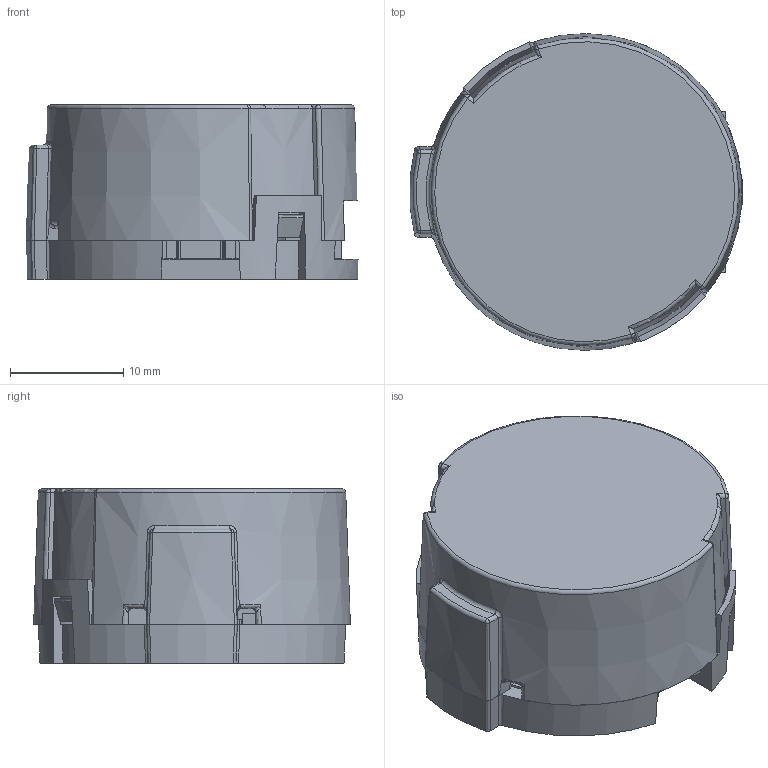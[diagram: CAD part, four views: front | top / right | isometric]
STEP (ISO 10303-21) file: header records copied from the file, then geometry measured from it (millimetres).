
FILE_DESCRIPTION(/* description */ ('Alibre Inc.'),/* implementation_level */ '2;1');
FILE_NAME(/* name */ 'export0',/* time_stamp */ '2018-02-15T11:34:48-07:00',/* author */ (''),/* organization */ (''),/* preprocessor_version */ 'ST-DEVELOPER v14',/* originating_system */ 'Alibre',/* authorisation */ '');
FILE_SCHEMA (('CONFIG_CONTROL_DESIGN'));
Length unit declared in the file: centimetre
Products named in the file (39): ID_1; ID_2; ID_3; ID_4; ID_5; ID_6; ID_7; ID_8; ID_9; ID_10; ID_11; ID_12; ID_13; ID_14
Bounding box: 29.35 x 28 x 15.4 mm (x, y, z)
Volume: 4680.9 mm3; surface area: 7449.6 mm2
Topology: 30 solids, 30 shells, 624 faces, 1661 edges, 1085 vertices
Faces by surface type: plane 479, cylinder 61, bspline 36, cone 26, torus 13, sphere 9
Full cylindrical faces by diameter (mm): 0.5 x3, 0.75 x2, 0.889 x3, 1.016 x2, 1.321 x2, 1.778 x4, 8.382 x1
Entity records: 27346 total; most frequent: CARTESIAN_POINT 10434, ORIENTED_EDGE 2910, DIRECTION 2210, EDGE_CURVE 1455, VERTEX_POINT 962, AXIS2_PLACEMENT_3D 919, VECTOR 731, LINE 731
